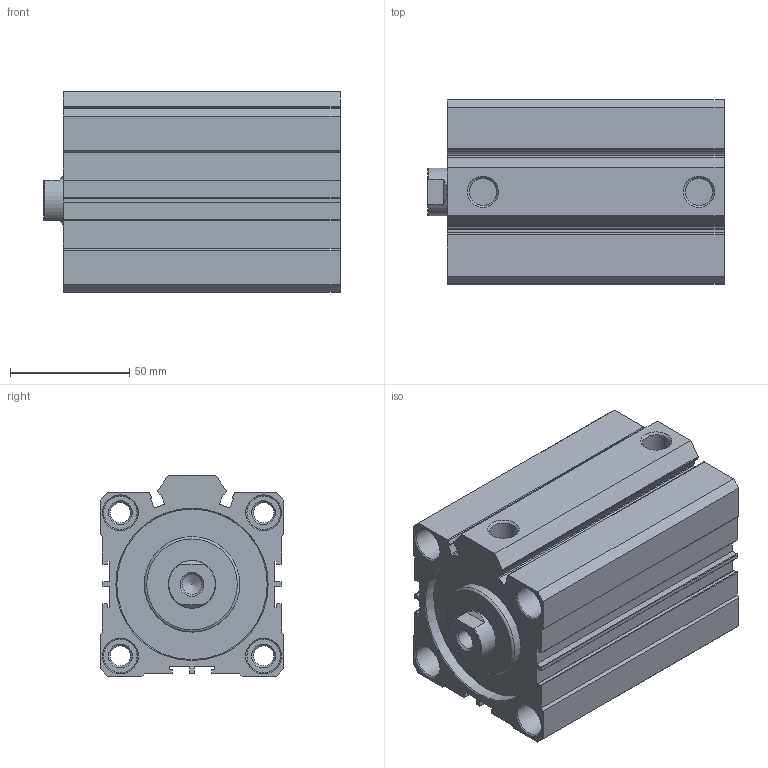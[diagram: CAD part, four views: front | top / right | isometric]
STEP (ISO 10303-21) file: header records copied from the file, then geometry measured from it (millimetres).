
FILE_DESCRIPTION( ( 'STEP AP214' ), '1' );
FILE_NAME( 'ACQ63x70S_0_+__.stp', ' ', ( ' ' ), ( ' ' ), 'PSStep 15.0.47', 'PARTsolutions', ' ' );
FILE_SCHEMA( ( 'AUTOMOTIVE_DESIGN { 1 0 10303 214 1 1 1 1 }' ) );
Length unit declared in the file: millimetre
Products named in the file (3): ACQ63x70S(0)+(); _ACQS-63x7070_b; _ACQS-63x70_70r
Assembly tree (2 placements, depth 2):
  ACQ63x70S(0)+()
    _ACQS-63x7070_b
    _ACQS-63x70_70r
Bounding box: 124 x 77 x 84 mm (x, y, z)
Volume: 417213.5 mm3; surface area: 114471.7 mm2
Topology: 2 solids, 2 shells, 193 faces, 489 edges, 318 vertices
Faces by surface type: plane 96, cylinder 70, cone 26, torus 1
Full cylindrical faces by diameter (mm): 8.376 x5, 11.445 x2, 14 x8, 20 x2, 39.01 x1, 40 x1, 45.51 x1, 62.5 x1, 63 x3
Entity records: 7170 total; most frequent: DIRECTION 994, CARTESIAN_POINT 961, ORIENTED_EDGE 874, EDGE_CURVE 437, AXIS2_PLACEMENT_3D 365, VERTEX_POINT 316, EDGE_LOOP 268, LINE 264
